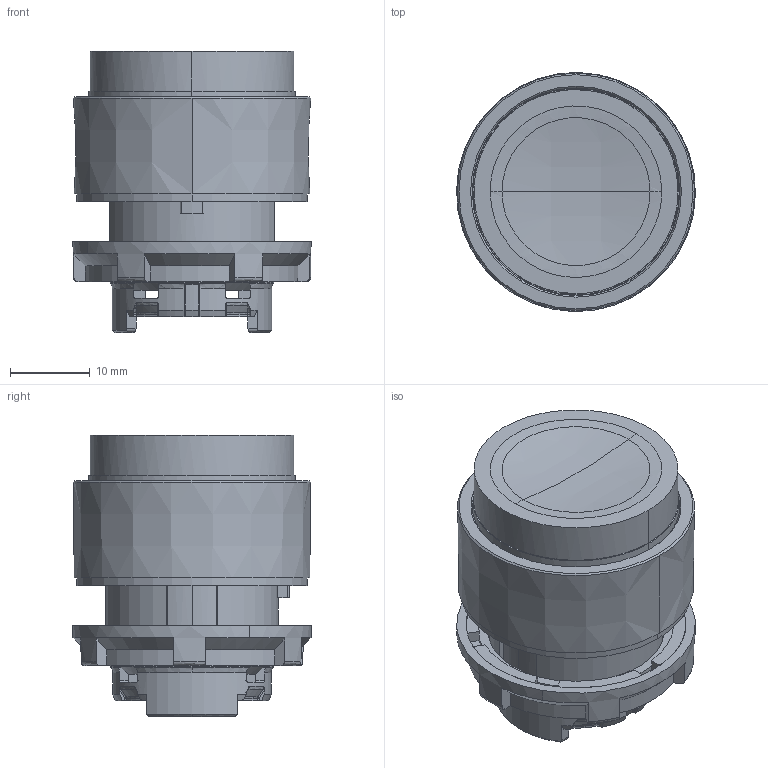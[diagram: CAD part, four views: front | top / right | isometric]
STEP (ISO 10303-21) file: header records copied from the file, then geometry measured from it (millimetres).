
FILE_DESCRIPTION (( 'STEP AP203' ), '1' );
FILE_NAME ('ECX4110-91.step', '2025-02-06T16:23:55', ( '' ), ( '' ), 'SwSTEP 2.0', 'SolidWorks 2024', '' );
FILE_SCHEMA (( 'CONFIG_CONTROL_DESIGN' ));
Length unit declared in the file: inch
Products named in the file (1): ECX4110-91
Bounding box: 29.99 x 29.99 x 35.3 mm (x, y, z)
Volume: 10771.9 mm3; surface area: 11143.8 mm2
Topology: 3 solids, 3 shells, 401 faces, 1109 edges, 711 vertices
Faces by surface type: plane 135, cylinder 113, bspline 80, cone 73
Entity records: 18093 total; most frequent: CARTESIAN_POINT 8886, ORIENTED_EDGE 2202, DIRECTION 1476, EDGE_CURVE 1101, VERTEX_POINT 711, AXIS2_PLACEMENT_3D 540, B_SPLINE_CURVE_WITH_KNOTS 470, EDGE_LOOP 426
